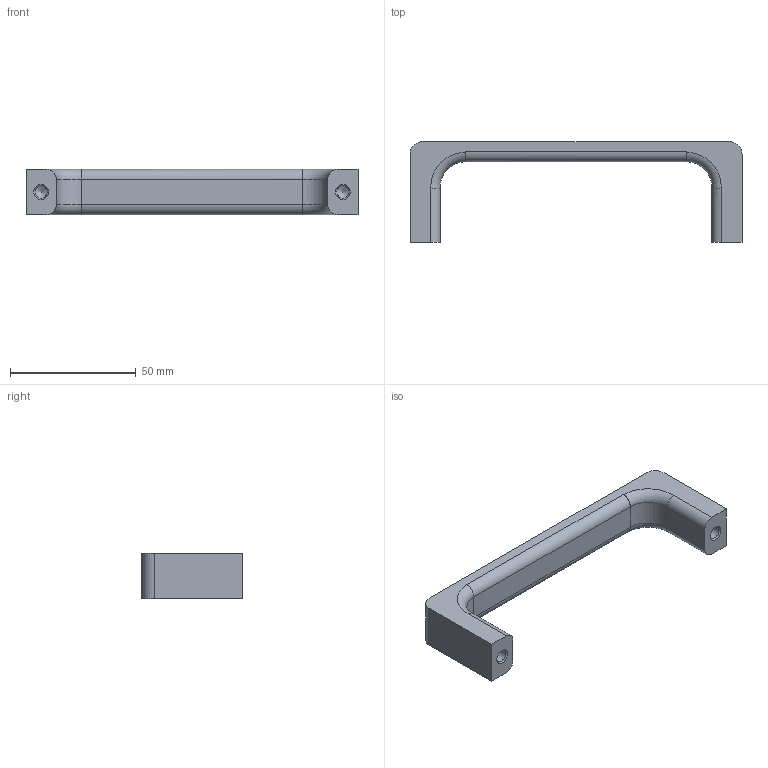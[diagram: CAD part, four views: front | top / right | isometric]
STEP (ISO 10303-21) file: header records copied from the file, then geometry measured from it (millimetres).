
FILE_DESCRIPTION( ( 'STEP AP214' ), '1' );
FILE_NAME( 'K0213.12003.stp', '2020-11-26T12:04:33', ( '' ), ( '' ), ' ', 'PARTsolutions', ' ' );
FILE_SCHEMA( ( 'AUTOMOTIVE_DESIGN { 1 0 10303 214 1 1 1 1 }' ) );
Length unit declared in the file: millimetre
Products named in the file (1): _K0213.12003
Bounding box: 132 x 40 x 18 mm (x, y, z)
Volume: 31699.8 mm3; surface area: 10686.1 mm2
Topology: 1 solids, 1 shells, 34 faces, 84 edges, 52 vertices
Faces by surface type: plane 14, cylinder 12, torus 4, cone 4
Full cylindrical faces by diameter (mm): 4.917 x2
Entity records: 1310 total; most frequent: CARTESIAN_POINT 231, DIRECTION 172, ORIENTED_EDGE 152, EDGE_CURVE 76, AXIS2_PLACEMENT_3D 65, VERTEX_POINT 52, LINE 42, VECTOR 42
